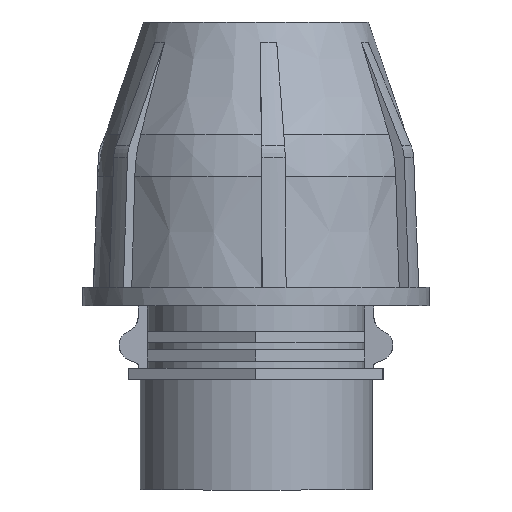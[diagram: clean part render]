
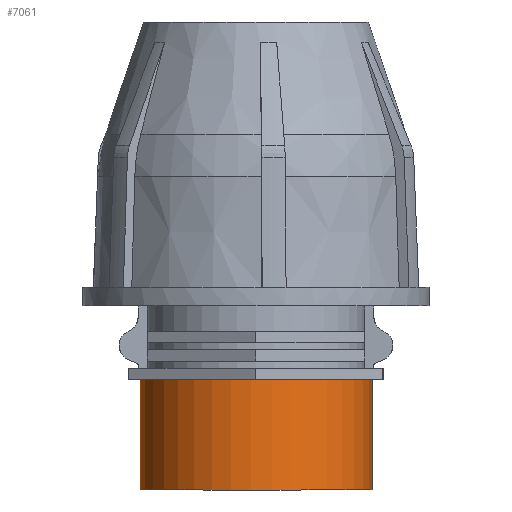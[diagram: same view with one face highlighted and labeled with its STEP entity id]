
A CAD part, front view. The second image highlights one B-rep face of the part: STEP entity #7061.
In plain terms, the highlighted cylindrical face has radius 31.5 mm (diameter 63 mm), a full revolution.
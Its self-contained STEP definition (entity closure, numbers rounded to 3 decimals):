
#302=CIRCLE('',#7654,31.5);
#303=CIRCLE('',#7655,31.5);
#544=CYLINDRICAL_SURFACE('',#7653,31.5);
#978=FACE_OUTER_BOUND('',#1390,.T.);
#1390=EDGE_LOOP('',(#5721,#5722,#5723,#5724));
#1993=LINE('',#15152,#2563);
#2563=VECTOR('',#9097,31.5);
#3287=VERTEX_POINT('',#15149);
#3288=VERTEX_POINT('',#15151);
#4171=EDGE_CURVE('',#3287,#3287,#302,.T.);
#4172=EDGE_CURVE('',#3287,#3288,#1993,.T.);
#4173=EDGE_CURVE('',#3288,#3288,#303,.T.);
#5721=ORIENTED_EDGE('',*,*,#4171,.F.);
#5722=ORIENTED_EDGE('',*,*,#4172,.T.);
#5723=ORIENTED_EDGE('',*,*,#4173,.F.);
#5724=ORIENTED_EDGE('',*,*,#4172,.F.);
#7061=ADVANCED_FACE('',(#978),#544,.T.);
#7653=AXIS2_PLACEMENT_3D('',#15148,#9093,#9094);
#7654=AXIS2_PLACEMENT_3D('',#15150,#9095,#9096);
#7655=AXIS2_PLACEMENT_3D('',#15153,#9098,#9099);
#9093=DIRECTION('center_axis',(0.,0.,
-1.));
#9094=DIRECTION('ref_axis',(-0.791,-0.612,0.));
#9095=DIRECTION('center_axis',(0.,0.,
-1.));
#9096=DIRECTION('ref_axis',(-0.791,-0.612,0.));
#9097=DIRECTION('',(0.,0.,1.));
#9098=DIRECTION('center_axis',(0.,0.,
1.));
#9099=DIRECTION('ref_axis',(-0.791,-0.612,0.));
#15148=CARTESIAN_POINT('Origin',(0.,0.,30.));
#15149=CARTESIAN_POINT('',(24.907,19.285,0.));
#15150=CARTESIAN_POINT('Origin',(0.,0.,0.));
#15151=CARTESIAN_POINT('',(24.907,19.285,30.));
#15152=CARTESIAN_POINT('',(24.907,19.285,30.));
#15153=CARTESIAN_POINT('Origin',(0.,0.,30.));
